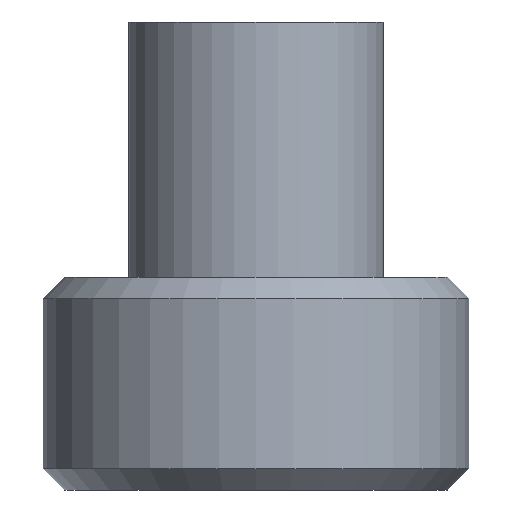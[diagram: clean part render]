
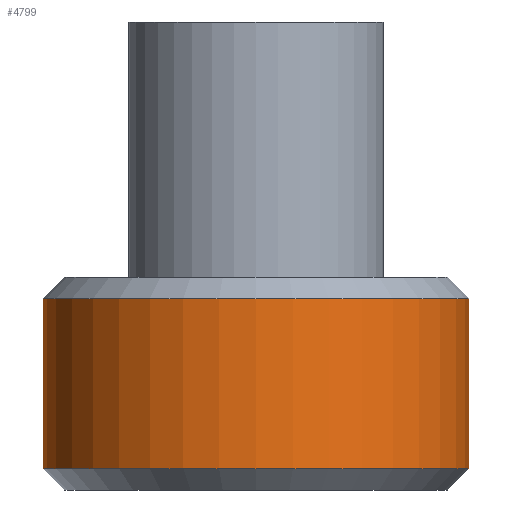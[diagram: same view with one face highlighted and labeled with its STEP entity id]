
A CAD part, left-side view. The second image highlights one B-rep face of the part: STEP entity #4799.
In plain terms, the highlighted cylindrical face has radius 10 mm (diameter 20 mm), a full revolution.
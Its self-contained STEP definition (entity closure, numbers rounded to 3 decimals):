
#53=CYLINDRICAL_SURFACE('',#5029,10.);
#69=FACE_BOUND('',#741,.T.);
#118=CIRCLE('',#5026,10.);
#119=CIRCLE('',#5027,10.);
#121=CIRCLE('',#5030,10.);
#122=CIRCLE('',#5031,10.);
#465=FACE_OUTER_BOUND('',#740,.T.);
#740=EDGE_LOOP('',(#4370,#4371,#4372,#4373,#4374,#4375));
#741=EDGE_LOOP('',(#4376,#4377));
#1082=LINE('',#9275,#1419);
#1419=VECTOR('',#5686,10.);
#1749=B_SPLINE_CURVE_WITH_KNOTS('',3,(#9219,#9220,#9221,#9222,#9223,#9224,
#9225,#9226,#9227,#9228,#9229,#9230,#9231,#9232,#9233,#9234,#9235,#9236),
 .UNSPECIFIED.,.F.,.F.,(4,2,2,2,2,2,2,2,4),(0.,0.038,0.075,
0.113,0.151,0.188,0.226,
0.264,0.302),.UNSPECIFIED.);
#1750=B_SPLINE_CURVE_WITH_KNOTS('',3,(#9237,#9238,#9239,#9240,#9241,#9242,
#9243,#9244,#9245,#9246,#9247,#9248,#9249,#9250,#9251,#9252,#9253,#9254),
 .UNSPECIFIED.,.F.,.F.,(4,2,2,2,2,2,2,2,4),(0.302,0.339,
0.377,0.415,0.452,0.49,
0.528,0.565,0.603),.UNSPECIFIED.);
#2220=VERTEX_POINT('',#9216);
#2221=VERTEX_POINT('',#9218);
#2224=VERTEX_POINT('',#9263);
#2225=VERTEX_POINT('',#9264);
#2227=VERTEX_POINT('',#9271);
#2228=VERTEX_POINT('',#9272);
#2935=EDGE_CURVE('',#2221,#2220,#1749,.T.);
#2936=EDGE_CURVE('',#2220,#2221,#1750,.T.);
#2940=EDGE_CURVE('',#2224,#2225,#118,.T.);
#2941=EDGE_CURVE('',#2225,#2224,#119,.T.);
#2944=EDGE_CURVE('',#2227,#2228,#121,.T.);
#2945=EDGE_CURVE('',#2228,#2227,#122,.T.);
#2946=EDGE_CURVE('',#2228,#2225,#1082,.T.);
#4370=ORIENTED_EDGE('',*,*,#2944,.F.);
#4371=ORIENTED_EDGE('',*,*,#2945,.F.);
#4372=ORIENTED_EDGE('',*,*,#2946,.T.);
#4373=ORIENTED_EDGE('',*,*,#2940,.F.);
#4374=ORIENTED_EDGE('',*,*,#2941,.F.);
#4375=ORIENTED_EDGE('',*,*,#2946,.F.);
#4376=ORIENTED_EDGE('',*,*,#2935,.T.);
#4377=ORIENTED_EDGE('',*,*,#2936,.T.);
#4799=ADVANCED_FACE('',(#465,#69),#53,.T.);
#5026=AXIS2_PLACEMENT_3D('',#9265,#5673,#5674);
#5027=AXIS2_PLACEMENT_3D('',#9266,#5675,#5676);
#5029=AXIS2_PLACEMENT_3D('',#9270,#5680,#5681);
#5030=AXIS2_PLACEMENT_3D('',#9273,#5682,#5683);
#5031=AXIS2_PLACEMENT_3D('',#9274,#5684,#5685);
#5673=DIRECTION('center_axis',(0.,0.,-1.));
#5674=DIRECTION('ref_axis',(-1.,0.,0.));
#5675=DIRECTION('center_axis',(0.,0.,-1.));
#5676=DIRECTION('ref_axis',(-1.,0.,0.));
#5680=DIRECTION('center_axis',(0.,0.,1.));
#5681=DIRECTION('ref_axis',(1.,0.,0.));
#5682=DIRECTION('center_axis',(0.,0.,1.));
#5683=DIRECTION('ref_axis',(-1.,0.,0.));
#5684=DIRECTION('center_axis',(0.,0.,1.));
#5685=DIRECTION('ref_axis',(-1.,0.,0.));
#5686=DIRECTION('',(0.,0.,-1.));
#9216=CARTESIAN_POINT('',(9.95,-1.,2.5));
#9218=CARTESIAN_POINT('',(9.95,1.,2.5));
#9219=CARTESIAN_POINT('Ctrl Pts',(9.95,1.,2.5));
#9220=CARTESIAN_POINT('Ctrl Pts',(9.95,1.,2.374));
#9221=CARTESIAN_POINT('Ctrl Pts',(9.952,0.975,2.24));
#9222=CARTESIAN_POINT('Ctrl Pts',(9.962,0.873,1.994));
#9223=CARTESIAN_POINT('Ctrl Pts',(9.969,0.796,1.882));
#9224=CARTESIAN_POINT('Ctrl Pts',(9.981,0.618,1.704));
#9225=CARTESIAN_POINT('Ctrl Pts',(9.988,0.506,1.627));
#9226=CARTESIAN_POINT('Ctrl Pts',(9.997,0.26,1.525));
#9227=CARTESIAN_POINT('Ctrl Pts',(10.,0.126,1.5));
#9228=CARTESIAN_POINT('Ctrl Pts',(10.,-0.126,1.5));
#9229=CARTESIAN_POINT('Ctrl Pts',(9.997,-0.26,1.525));
#9230=CARTESIAN_POINT('Ctrl Pts',(9.988,-0.506,1.627));
#9231=CARTESIAN_POINT('Ctrl Pts',(9.981,-0.618,1.704));
#9232=CARTESIAN_POINT('Ctrl Pts',(9.969,-0.796,1.882));
#9233=CARTESIAN_POINT('Ctrl Pts',(9.962,-0.873,1.994));
#9234=CARTESIAN_POINT('Ctrl Pts',(9.952,-0.975,2.24));
#9235=CARTESIAN_POINT('Ctrl Pts',(9.95,-1.,2.374));
#9236=CARTESIAN_POINT('Ctrl Pts',(9.95,-1.,2.5));
#9237=CARTESIAN_POINT('Ctrl Pts',(9.95,-1.,2.5));
#9238=CARTESIAN_POINT('Ctrl Pts',(9.95,-1.,2.626));
#9239=CARTESIAN_POINT('Ctrl Pts',(9.952,-0.975,2.76));
#9240=CARTESIAN_POINT('Ctrl Pts',(9.962,-0.873,3.006));
#9241=CARTESIAN_POINT('Ctrl Pts',(9.969,-0.796,3.118));
#9242=CARTESIAN_POINT('Ctrl Pts',(9.981,-0.618,3.296));
#9243=CARTESIAN_POINT('Ctrl Pts',(9.988,-0.506,3.373));
#9244=CARTESIAN_POINT('Ctrl Pts',(9.997,-0.26,3.475));
#9245=CARTESIAN_POINT('Ctrl Pts',(10.,-0.126,3.5));
#9246=CARTESIAN_POINT('Ctrl Pts',(10.,0.126,3.5));
#9247=CARTESIAN_POINT('Ctrl Pts',(9.997,0.26,3.475));
#9248=CARTESIAN_POINT('Ctrl Pts',(9.988,0.506,3.373));
#9249=CARTESIAN_POINT('Ctrl Pts',(9.981,0.618,3.296));
#9250=CARTESIAN_POINT('Ctrl Pts',(9.969,0.796,3.118));
#9251=CARTESIAN_POINT('Ctrl Pts',(9.962,0.873,3.006));
#9252=CARTESIAN_POINT('Ctrl Pts',(9.952,0.975,2.76));
#9253=CARTESIAN_POINT('Ctrl Pts',(9.95,1.,2.626));
#9254=CARTESIAN_POINT('Ctrl Pts',(9.95,1.,2.5));
#9263=CARTESIAN_POINT('',(10.,0.,1.));
#9264=CARTESIAN_POINT('',(-10.,0.,1.));
#9265=CARTESIAN_POINT('Origin',(0.,0.,1.));
#9266=CARTESIAN_POINT('Origin',(0.,0.,1.));
#9270=CARTESIAN_POINT('Origin',(0.,0.,0.));
#9271=CARTESIAN_POINT('',(10.,0.,9.));
#9272=CARTESIAN_POINT('',(-10.,0.,9.));
#9273=CARTESIAN_POINT('Origin',(0.,0.,9.));
#9274=CARTESIAN_POINT('Origin',(0.,0.,9.));
#9275=CARTESIAN_POINT('',(-10.,0.,0.));
